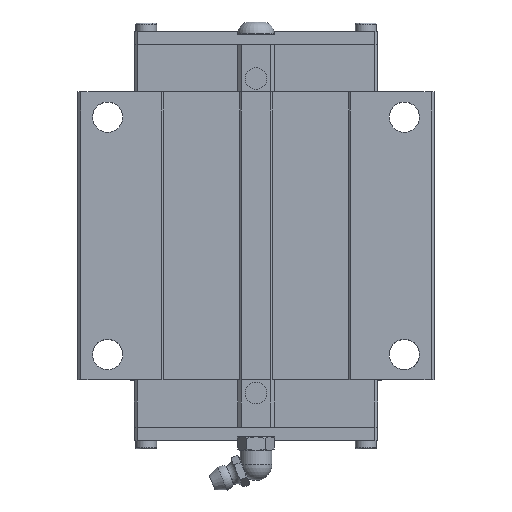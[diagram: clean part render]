
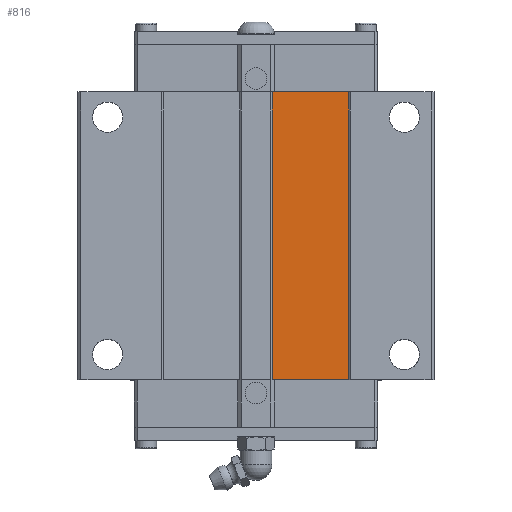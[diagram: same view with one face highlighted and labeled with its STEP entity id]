
A CAD part, top view. The second image highlights one B-rep face of the part: STEP entity #816.
In plain terms, the highlighted planar face has unit normal (0, 0, 1).
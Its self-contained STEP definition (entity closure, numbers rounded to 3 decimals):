
#816=ADVANCED_FACE('',(#1707),#1708,.F.);
#1707=FACE_OUTER_BOUND('',#2668,.T.);
#1708=PLANE('',#2669);
#2668=EDGE_LOOP('',(#5146,#5147,#5148,#5149));
#2669=AXIS2_PLACEMENT_3D('',#5150,#5151,#5152);
#5146=ORIENTED_EDGE('',*,*,#6646,.T.);
#5147=ORIENTED_EDGE('',*,*,#6612,.F.);
#5148=ORIENTED_EDGE('',*,*,#6648,.F.);
#5149=ORIENTED_EDGE('',*,*,#6233,.F.);
#5150=CARTESIAN_POINT('',(0.0,166.001,59.5));
#5151=DIRECTION('',(0.0,0.0,-1.0));
#5152=DIRECTION('',(1.0,0.0,0.0));
#6233=EDGE_CURVE('',#7644,#7646,#7647,.T.);
#6612=EDGE_CURVE('',#8174,#8176,#8177,.T.);
#6646=EDGE_CURVE('',#7644,#8176,#8225,.T.);
#6648=EDGE_CURVE('',#7646,#8174,#8227,.T.);
#7644=VERTEX_POINT('',#9764);
#7646=VERTEX_POINT('',#9767);
#7647=LINE('',#9768,#9769);
#8174=VERTEX_POINT('',#10735);
#8176=VERTEX_POINT('',#10738);
#8177=LINE('',#10739,#10740);
#8225=LINE('',#10811,#10812);
#8227=LINE('',#10814,#10815);
#9764=CARTESIAN_POINT('',(5.5,117.501,59.5));
#9767=CARTESIAN_POINT('',(31.25,117.501,59.5));
#9768=CARTESIAN_POINT('',(0.,117.501,59.5));
#9769=VECTOR('',#11728,1.0);
#10735=CARTESIAN_POINT('',(31.25,20.501,59.5));
#10738=CARTESIAN_POINT('',(5.5,20.501,59.5));
#10739=CARTESIAN_POINT('',(0.,20.501,59.5));
#10740=VECTOR('',#12035,1.0);
#10811=CARTESIAN_POINT('',(5.5,141.751,59.5));
#10812=VECTOR('',#12065,1.0);
#10814=CARTESIAN_POINT('',(31.25,166.001,59.5));
#10815=VECTOR('',#12066,1.0);
#11728=DIRECTION('',(1.0,0.0,0.0));
#12035=DIRECTION('',(-1.0,-0.0,-0.0));
#12065=DIRECTION('',(0.0,-1.0,0.0));
#12066=DIRECTION('',(0.0,-1.0,0.0));
